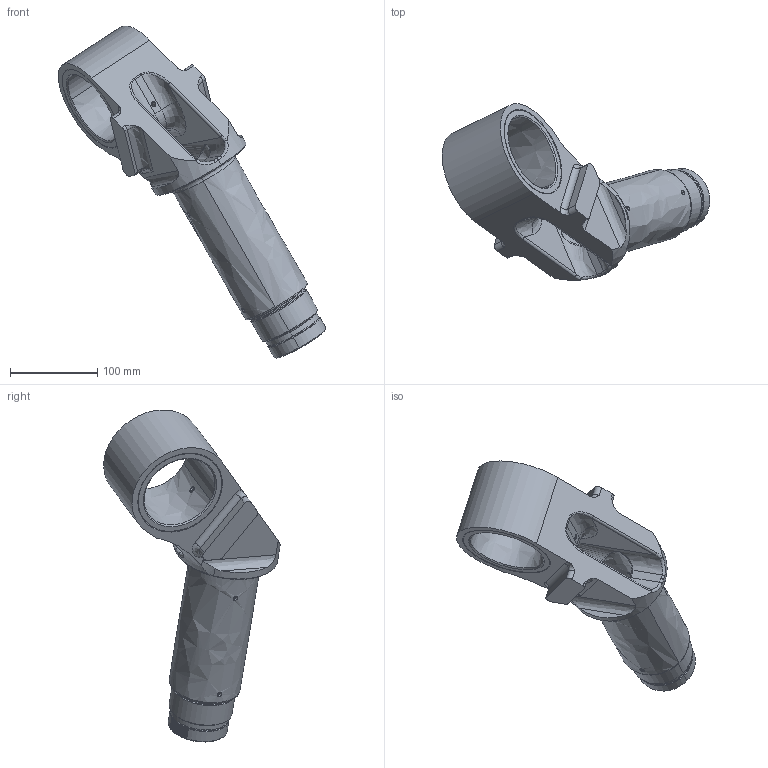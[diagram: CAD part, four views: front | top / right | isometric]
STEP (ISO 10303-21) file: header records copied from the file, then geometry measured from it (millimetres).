
FILE_DESCRIPTION(('none'),'2,1');
FILE_NAME('','Mon Sep 09 09:39:50 2013',('Unknown author'),(''),'3D Reviewer Application','Windows','Unknown authorisation');
FILE_SCHEMA( ('AUTOMOTIVE_DESIGN { 1 0 10303 214 1 1 1 1 }') );
Length unit declared in the file: millimetre
Products named in the file (7): 50-2141004-00; Part Number Area; Spindle Thread; Geometrical Representation of Thread.1; Spline Notation Geometry; Spline Notation; Product1
Assembly tree (6 placements, depth 4):
  50-2141004-00
    Part Number Area
    Spindle Thread
      Geometrical Representation of Thread.1
    Spline Notation Geometry
      Spline Notation
        Product1
Bounding box: 306.9 x 202.62 x 380.74 mm (x, y, z)
Volume: 1739488.9 mm3; surface area: 221750.1 mm2
Topology: 1 solids, 2 shells, 262 faces, 746 edges, 504 vertices
Faces by surface type: bspline 262
Entity records: 35691 total; most frequent: CARTESIAN_POINT 25922, B_SPLINE_CURVE_WITH_KNOTS 2198, DEFINITIONAL_REPRESENTATION 1454, PCURVE 1454, ORIENTED_EDGE 1454, EDGE_CURVE 729, INTERSECTION_CURVE 725, VERTEX_POINT 472
